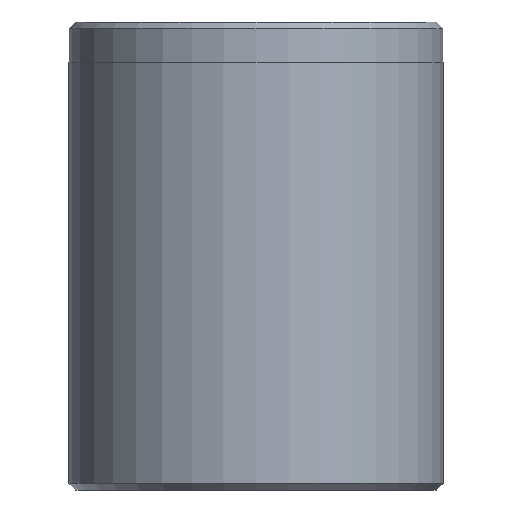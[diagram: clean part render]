
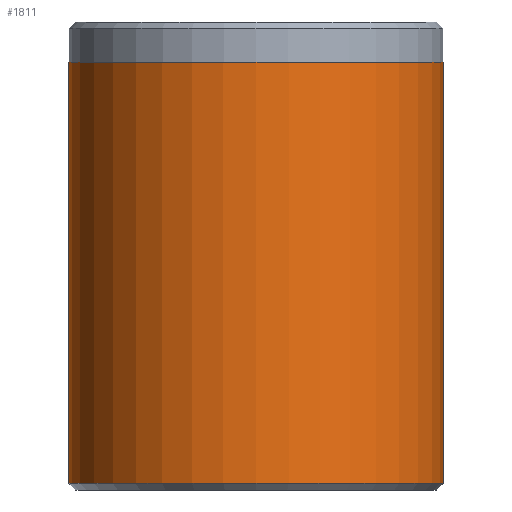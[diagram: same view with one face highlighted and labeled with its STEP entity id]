
A CAD part, front view. The second image highlights one B-rep face of the part: STEP entity #1811.
In plain terms, the highlighted cylindrical face has radius 14 mm (diameter 28 mm), a partial arc.
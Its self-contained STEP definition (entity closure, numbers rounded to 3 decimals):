
#36 = CARTESIAN_POINT ( 'NONE',  ( 14., 0., 35. ) ) ;
#187 = ORIENTED_EDGE ( 'NONE', *, *, #1960, .F. ) ;
#203 = DIRECTION ( 'NONE',  ( 1., 0., 0. ) ) ;
#240 = DIRECTION ( 'NONE',  ( 0., 0., -1. ) ) ;
#371 = VERTEX_POINT ( 'NONE', #1479 ) ;
#437 = EDGE_CURVE ( 'NONE', #371, #1083, #1559, .T. ) ;
#596 = CARTESIAN_POINT ( 'NONE',  ( 0., 0., 32. ) ) ;
#620 = EDGE_CURVE ( 'NONE', #2422, #371, #1659, .T. ) ;
#673 = ORIENTED_EDGE ( 'NONE', *, *, #620, .T. ) ;
#683 = CYLINDRICAL_SURFACE ( 'NONE', #1169, 14. ) ;
#790 = CARTESIAN_POINT ( 'NONE',  ( 0., 0., 35. ) ) ;
#818 = DIRECTION ( 'NONE',  ( 1., 0., 0. ) ) ;
#833 = CARTESIAN_POINT ( 'NONE',  ( -14., 0., 32. ) ) ;
#842 = DIRECTION ( 'NONE',  ( 0., 0., 1. ) ) ;
#900 = DIRECTION ( 'NONE',  ( 0., 0., -1. ) ) ;
#935 = CARTESIAN_POINT ( 'NONE',  ( 14., 0., 0.5 ) ) ;
#1029 = DIRECTION ( 'NONE',  ( -1., 0., 0. ) ) ;
#1044 = EDGE_LOOP ( 'NONE', ( #187, #1258, #673, #1748 ) ) ;
#1062 = AXIS2_PLACEMENT_3D ( 'NONE', #596, #2089, #818 ) ;
#1078 = VECTOR ( 'NONE', #240, 1000. ) ;
#1083 = VERTEX_POINT ( 'NONE', #935 ) ;
#1109 = AXIS2_PLACEMENT_3D ( 'NONE', #2328, #842, #203 ) ;
#1115 = CARTESIAN_POINT ( 'NONE',  ( -14., 0., 35. ) ) ;
#1169 = AXIS2_PLACEMENT_3D ( 'NONE', #790, #1233, #1029 ) ;
#1183 = VERTEX_POINT ( 'NONE', #2646 ) ;
#1233 = DIRECTION ( 'NONE',  ( 0., 0., -1. ) ) ;
#1258 = ORIENTED_EDGE ( 'NONE', *, *, #2671, .F. ) ;
#1479 = CARTESIAN_POINT ( 'NONE',  ( -14., 0., 0.5 ) ) ;
#1512 = VECTOR ( 'NONE', #900, 1000. ) ;
#1559 = CIRCLE ( 'NONE', #1109, 14. ) ;
#1643 = LINE ( 'NONE', #36, #1078 ) ;
#1659 = LINE ( 'NONE', #1115, #1512 ) ;
#1748 = ORIENTED_EDGE ( 'NONE', *, *, #437, .T. ) ;
#1811 = ADVANCED_FACE ( 'NONE', ( #2457 ), #683, .T. ) ;
#1960 = EDGE_CURVE ( 'NONE', #1183, #1083, #1643, .T. ) ;
#2089 = DIRECTION ( 'NONE',  ( 0., 0., 1. ) ) ;
#2247 = CIRCLE ( 'NONE', #1062, 14. ) ;
#2328 = CARTESIAN_POINT ( 'NONE',  ( 0., 0., 0.5 ) ) ;
#2422 = VERTEX_POINT ( 'NONE', #833 ) ;
#2457 = FACE_OUTER_BOUND ( 'NONE', #1044, .T. ) ;
#2646 = CARTESIAN_POINT ( 'NONE',  ( 14., 0., 32. ) ) ;
#2671 = EDGE_CURVE ( 'NONE', #2422, #1183, #2247, .T. ) ;
